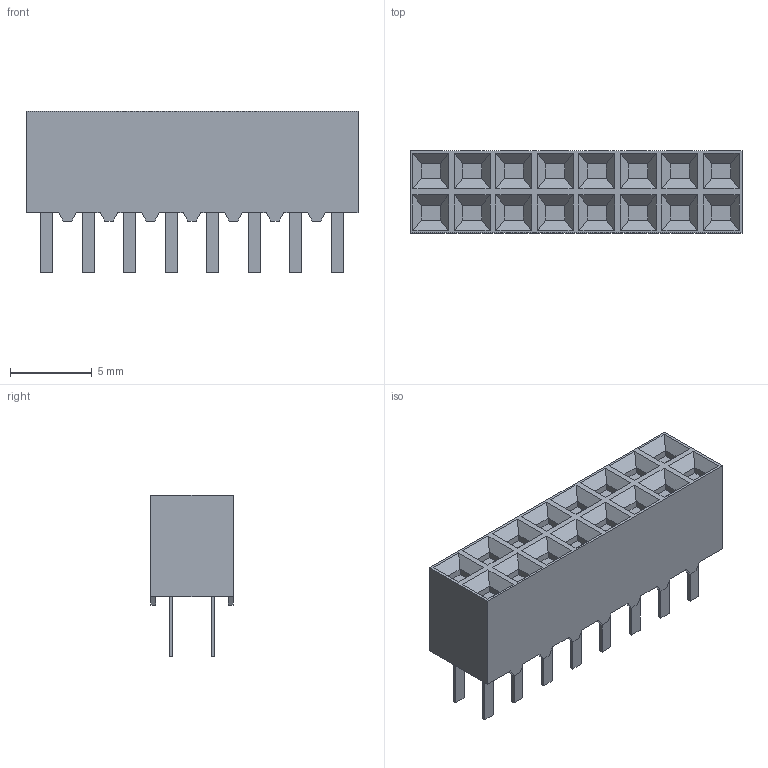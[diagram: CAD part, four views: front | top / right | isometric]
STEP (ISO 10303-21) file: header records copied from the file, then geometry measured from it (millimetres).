
FILE_DESCRIPTION((''),'2;1');
FILE_NAME('C-534998-8','2011-07-19T',('workeradm'),(''),'PRO/ENGINEER BY PARAMETRIC TECHNOLOGY CORPORATION, 2010430','PRO/ENGINEER BY PARAMETRIC TECHNOLOGY CORPORATION, 2010430','');
FILE_SCHEMA(('AUTOMOTIVE_DESIGN { 1 0 10303 214 1 1 1 1 }'));
Length unit declared in the file: millimetre
Products named in the file (1): C-534998-8
Bounding box: 20.32 x 5.03 x 9.91 mm (x, y, z)
Volume: 612.2 mm3; surface area: 703.3 mm2
Topology: 1 solids, 1 shells, 286 faces, 692 edges, 440 vertices
Faces by surface type: plane 286
Entity records: 8285 total; most frequent: CARTESIAN_POINT 1420, ORIENTED_EDGE 1384, DIRECTION 1264, VECTOR 692, LINE 692, EDGE_CURVE 692, VERTEX_POINT 440, EDGE_LOOP 318
